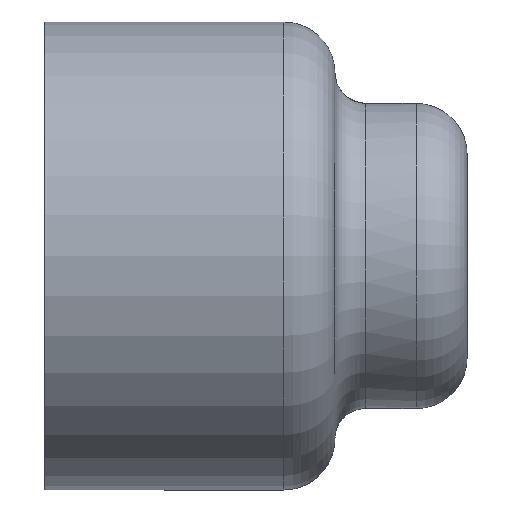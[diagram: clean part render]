
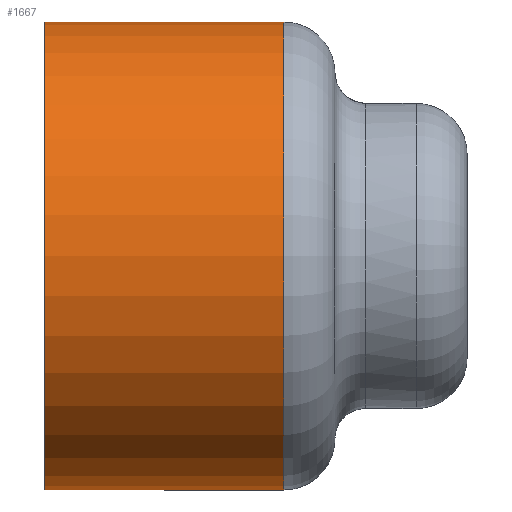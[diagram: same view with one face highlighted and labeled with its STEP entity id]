
A CAD part, top view. The second image highlights one B-rep face of the part: STEP entity #1667.
In plain terms, the highlighted cylindrical face has radius 46 mm (diameter 92 mm), a partial arc.
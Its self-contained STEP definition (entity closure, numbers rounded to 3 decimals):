
#65 = CYLINDRICAL_SURFACE ( 'NONE', #86, 46. ) ;
#74 = LINE ( 'NONE', #341, #1450 ) ;
#86 = AXIS2_PLACEMENT_3D ( 'NONE', #475, #1531, #343 ) ;
#118 = AXIS2_PLACEMENT_3D ( 'NONE', #1326, #139, #826 ) ;
#139 = DIRECTION ( 'NONE',  ( 0., -1., 0. ) ) ;
#149 = CARTESIAN_POINT ( 'NONE',  ( 0., 0., -46. ) ) ;
#199 = EDGE_CURVE ( 'NONE', #864, #810, #1136, .T. ) ;
#225 = DIRECTION ( 'NONE',  ( 0., -1., 0. ) ) ;
#226 = VECTOR ( 'NONE', #1529, 1000. ) ;
#274 = ORIENTED_EDGE ( 'NONE', *, *, #199, .T. ) ;
#294 = EDGE_CURVE ( 'NONE', #864, #859, #1540, .T. ) ;
#318 = EDGE_LOOP ( 'NONE', ( #274, #1174, #1597, #416 ) ) ;
#341 = CARTESIAN_POINT ( 'NONE',  ( 0., 45., 46. ) ) ;
#343 = DIRECTION ( 'NONE',  ( 0., 0., -1. ) ) ;
#416 = ORIENTED_EDGE ( 'NONE', *, *, #294, .F. ) ;
#455 = CARTESIAN_POINT ( 'NONE',  ( 0., 45., -46. ) ) ;
#470 = VERTEX_POINT ( 'NONE', #1590 ) ;
#475 = CARTESIAN_POINT ( 'NONE',  ( 0., 45., 0. ) ) ;
#554 = DIRECTION ( 'NONE',  ( 0., 0., -1. ) ) ;
#660 = CARTESIAN_POINT ( 'NONE',  ( 0., 47., 46. ) ) ;
#692 = CARTESIAN_POINT ( 'NONE',  ( 0., 47., -46. ) ) ;
#810 = VERTEX_POINT ( 'NONE', #660 ) ;
#826 = DIRECTION ( 'NONE',  ( 0., 0., -1. ) ) ;
#848 = EDGE_CURVE ( 'NONE', #859, #470, #1142, .T. ) ;
#859 = VERTEX_POINT ( 'NONE', #149 ) ;
#864 = VERTEX_POINT ( 'NONE', #692 ) ;
#989 = FACE_OUTER_BOUND ( 'NONE', #318, .T. ) ;
#1136 = CIRCLE ( 'NONE', #1358, 46. ) ;
#1142 = CIRCLE ( 'NONE', #118, 46. ) ;
#1174 = ORIENTED_EDGE ( 'NONE', *, *, #1407, .T. ) ;
#1326 = CARTESIAN_POINT ( 'NONE',  ( 0., 0., 0. ) ) ;
#1332 = DIRECTION ( 'NONE',  ( 0., -1., 0. ) ) ;
#1358 = AXIS2_PLACEMENT_3D ( 'NONE', #1631, #1332, #554 ) ;
#1407 = EDGE_CURVE ( 'NONE', #810, #470, #74, .T. ) ;
#1450 = VECTOR ( 'NONE', #225, 1000. ) ;
#1529 = DIRECTION ( 'NONE',  ( 0., -1., 0. ) ) ;
#1531 = DIRECTION ( 'NONE',  ( 0., -1., 0. ) ) ;
#1540 = LINE ( 'NONE', #455, #226 ) ;
#1590 = CARTESIAN_POINT ( 'NONE',  ( 0., 0., 46. ) ) ;
#1597 = ORIENTED_EDGE ( 'NONE', *, *, #848, .F. ) ;
#1631 = CARTESIAN_POINT ( 'NONE',  ( 0., 47., 0. ) ) ;
#1667 = ADVANCED_FACE ( 'NONE', ( #989 ), #65, .T. ) ;
